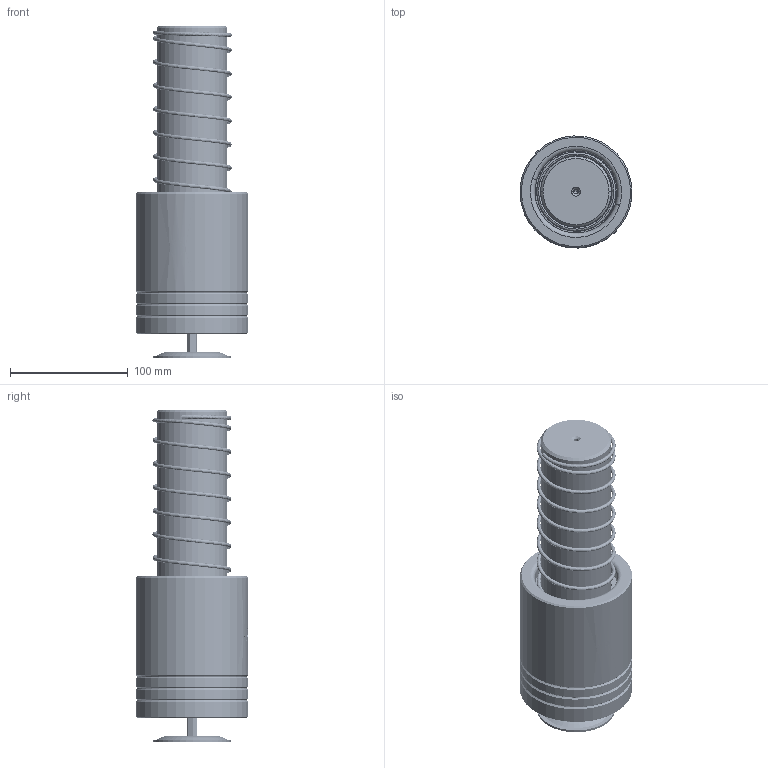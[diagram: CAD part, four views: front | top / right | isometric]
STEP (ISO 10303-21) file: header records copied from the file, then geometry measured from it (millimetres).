
FILE_DESCRIPTION (( 'STEP AP214' ), '1' );
FILE_NAME ('LMSH LMJH-D60-L260(BL-120).STEP', '2021-08-13T01:47:13', ( '' ), ( '' ), 'SwSTEP 2.0', 'SolidWorks 2016', '' );
FILE_SCHEMA (( 'AUTOMOTIVE_DESIGN' ));
Length unit declared in the file: millimetre
Products named in the file (351): BALL-D5; GTM-3-縐种; TBB-D95-d70-L120; DSPM-D60-L260; GTM-M16蹟簽 -; BSH-D69.5-60.5-L110郪蚾; HWP-D66.9-60.5-L150; BSH-69.5-60.5-L110; LMSH LMJH-D60-L260(BL-120); GTM-66郪蚾; GTM-66
Assembly tree (344 placements, depth 3):
  BALL-D5
  BALL-D5
  BALL-D5
  BALL-D5
  BALL-D5
Bounding box: 94.88 x 94.88 x 281.52 mm (x, y, z)
Volume: 1233696 mm3; surface area: 248858.7 mm2
Topology: 337 solids, 337 shells, 1487 faces, 6357 edges, 4229 vertices
Faces by surface type: sphere 1320, cylinder 50, plane 40, cone 34, torus 22, bspline 21
Entity records: 67385 total; most frequent: CARTESIAN_POINT 39797, ORIENTED_EDGE 4768, DIRECTION 4107, EDGE_CURVE 2384, AXIS2_PLACEMENT_3D 1979, VERTEX_POINT 1569, EDGE_LOOP 1495, B_SPLINE_CURVE_WITH_KNOTS 1396
